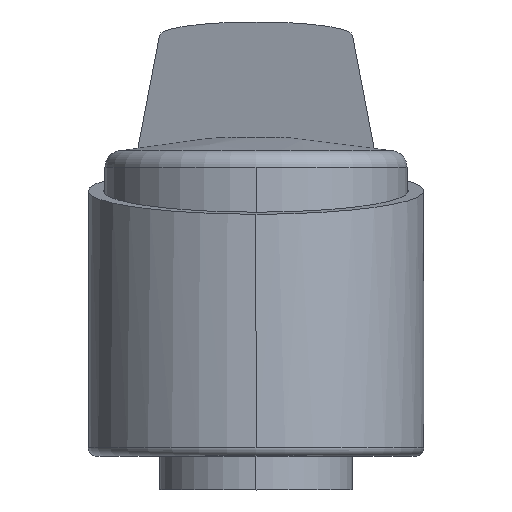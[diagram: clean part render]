
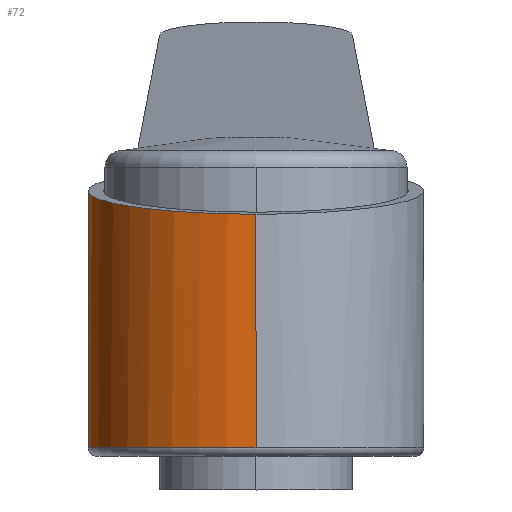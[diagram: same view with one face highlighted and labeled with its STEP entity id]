
A CAD part, top view. The second image highlights one B-rep face of the part: STEP entity #72.
In plain terms, the highlighted cylindrical face has radius 20 mm (diameter 40 mm), a partial arc.
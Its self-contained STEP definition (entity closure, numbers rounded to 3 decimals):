
#72=ADVANCED_FACE('',(#182),#183,.T.);
#182=FACE_OUTER_BOUND('',#334,.T.);
#183=CYLINDRICAL_SURFACE('',#335,20.0);
#334=EDGE_LOOP('',(#489,#490,#491,#492,#493,#494));
#335=AXIS2_PLACEMENT_3D('',#495,#496,#497);
#489=ORIENTED_EDGE('',*,*,#880,.F.);
#490=ORIENTED_EDGE('',*,*,#881,.T.);
#491=ORIENTED_EDGE('',*,*,#882,.T.);
#492=ORIENTED_EDGE('',*,*,#883,.F.);
#493=ORIENTED_EDGE('',*,*,#884,.T.);
#494=ORIENTED_EDGE('',*,*,#885,.F.);
#495=CARTESIAN_POINT('',(0.0,21.0,0.0));
#496=DIRECTION('',(0.0,1.0,0.0));
#497=DIRECTION('',(0.,0.0,-1.0));
#880=EDGE_CURVE('',#1039,#1029,#1040,.T.);
#881=EDGE_CURVE('',#1039,#1041,#1042,.T.);
#882=EDGE_CURVE('',#1041,#1043,#1044,.T.);
#883=EDGE_CURVE('',#1045,#1043,#1046,.T.);
#884=EDGE_CURVE('',#1045,#1047,#1048,.T.);
#885=EDGE_CURVE('',#1029,#1047,#1049,.T.);
#1029=VERTEX_POINT('',#1250);
#1039=VERTEX_POINT('',#1356);
#1040=LINE('',#1357,#1358);
#1041=VERTEX_POINT('',#1359);
#1042=CIRCLE('',#1360,20.0);
#1043=VERTEX_POINT('',#1361);
#1044=CIRCLE('',#1362,20.0);
#1045=VERTEX_POINT('',#1363);
#1046=LINE('',#1364,#1365);
#1047=VERTEX_POINT('',#1366);
#1048=ELLIPSE('',#1367,20.197,20.0);
#1049=B_SPLINE_CURVE_WITH_KNOTS('',3,(#1368,#1369,#1370,#1371,#1372,#1373,#1374,#1375,#1376,#1377,#1378,#1379,#1380,#1381,#1382,#1383,#1384,#1385,#1386,#1387,#1388,#1389,#1390,#1391,#1392,#1393,#1394,#1395,#1396,#1397,#1398,#1399,#1400,#1401,#1402,#1403,#1404,#1405,#1406,#1407,#1408,#1409,#1410,#1411,#1412,#1413),.UNSPECIFIED.,.F.,.F.,(4,2,2,2,2,2,2,2,2,2,2,2,2,2,2,2,2,2,2,2,2,2,4),(14.693,17.085,19.478,20.887,22.296,25.115,27.934,30.753,33.616,36.48,39.344,42.208,45.071,47.935,50.799,53.663,56.481,59.3,62.119,63.528,64.938,67.33,69.722),.UNSPECIFIED.);
#1250=CARTESIAN_POINT('',(0.,23.732,-20.0));
#1356=CARTESIAN_POINT('',(0.,5.0,-20.0));
#1357=CARTESIAN_POINT('',(0.,21.0,-20.0));
#1358=VECTOR('',#1746,1.0);
#1359=CARTESIAN_POINT('',(-20.0,5.0,0.));
#1360=AXIS2_PLACEMENT_3D('',#1747,#1748,#1749);
#1361=CARTESIAN_POINT('',(0.,5.0,20.0));
#1362=AXIS2_PLACEMENT_3D('',#1750,#1751,#1752);
#1363=CARTESIAN_POINT('',(0.,32.811,20.0));
#1364=CARTESIAN_POINT('',(0.,21.0,20.0));
#1365=VECTOR('',#1753,1.0);
#1366=CARTESIAN_POINT('',(-14.673,37.532,-13.591));
#1367=AXIS2_PLACEMENT_3D('',#1754,#1755,#1756);
#1368=CARTESIAN_POINT('',(13.896,42.281,-14.384));
#1369=CARTESIAN_POINT('',(14.148,41.507,-14.141));
#1370=CARTESIAN_POINT('',(14.344,40.705,-13.939));
#1371=CARTESIAN_POINT('',(14.607,39.089,-13.663));
#1372=CARTESIAN_POINT('',(14.673,38.275,-13.59));
#1373=CARTESIAN_POINT('',(14.673,37.007,-13.59));
#1374=CARTESIAN_POINT('',(14.65,36.535,-13.615));
#1375=CARTESIAN_POINT('',(14.557,35.597,-13.715));
#1376=CARTESIAN_POINT('',(14.486,35.13,-13.79));
#1377=CARTESIAN_POINT('',(14.202,33.75,-14.085));
#1378=CARTESIAN_POINT('',(13.916,32.857,-14.373));
#1379=CARTESIAN_POINT('',(13.173,31.175,-15.057));
#1380=CARTESIAN_POINT('',(12.715,30.383,-15.452));
#1381=CARTESIAN_POINT('',(11.665,28.931,-16.26));
#1382=CARTESIAN_POINT('',(11.072,28.271,-16.672));
#1383=CARTESIAN_POINT('',(9.805,27.096,-17.448));
#1384=CARTESIAN_POINT('',(9.081,26.54,-17.841));
#1385=CARTESIAN_POINT('',(7.495,25.556,-18.563));
#1386=CARTESIAN_POINT('',(6.633,25.127,-18.892));
#1387=CARTESIAN_POINT('',(4.819,24.433,-19.434));
#1388=CARTESIAN_POINT('',(3.866,24.168,-19.647));
#1389=CARTESIAN_POINT('',(1.934,23.817,-19.93));
#1390=CARTESIAN_POINT('',(0.955,23.732,-20.0));
#1391=CARTESIAN_POINT('',(-0.955,23.732,-20.0));
#1392=CARTESIAN_POINT('',(-1.934,23.817,-19.93));
#1393=CARTESIAN_POINT('',(-3.866,24.168,-19.647));
#1394=CARTESIAN_POINT('',(-4.819,24.433,-19.434));
#1395=CARTESIAN_POINT('',(-6.633,25.127,-18.892));
#1396=CARTESIAN_POINT('',(-7.495,25.556,-18.563));
#1397=CARTESIAN_POINT('',(-9.081,26.54,-17.841));
#1398=CARTESIAN_POINT('',(-9.805,27.096,-17.448));
#1399=CARTESIAN_POINT('',(-11.072,28.271,-16.672));
#1400=CARTESIAN_POINT('',(-11.665,28.931,-16.26));
#1401=CARTESIAN_POINT('',(-12.715,30.383,-15.452));
#1402=CARTESIAN_POINT('',(-13.173,31.175,-15.057));
#1403=CARTESIAN_POINT('',(-13.916,32.857,-14.373));
#1404=CARTESIAN_POINT('',(-14.202,33.75,-14.085));
#1405=CARTESIAN_POINT('',(-14.486,35.13,-13.79));
#1406=CARTESIAN_POINT('',(-14.557,35.597,-13.715));
#1407=CARTESIAN_POINT('',(-14.65,36.535,-13.615));
#1408=CARTESIAN_POINT('',(-14.673,37.007,-13.59));
#1409=CARTESIAN_POINT('',(-14.673,38.275,-13.59));
#1410=CARTESIAN_POINT('',(-14.607,39.089,-13.663));
#1411=CARTESIAN_POINT('',(-14.344,40.705,-13.939));
#1412=CARTESIAN_POINT('',(-14.148,41.507,-14.141));
#1413=CARTESIAN_POINT('',(-13.896,42.281,-14.384));
#1746=DIRECTION('',(0.0,1.0,0.0));
#1747=CARTESIAN_POINT('',(0.,5.0,0.));
#1748=DIRECTION('',(0.0,1.0,0.0));
#1749=DIRECTION('',(0.,0.0,-1.0));
#1750=CARTESIAN_POINT('',(0.,5.0,0.));
#1751=DIRECTION('',(0.0,1.0,0.0));
#1752=DIRECTION('',(0.,0.0,-1.0));
#1753=DIRECTION('',(-0.0,-1.0,-0.0));
#1754=CARTESIAN_POINT('',(0.0,35.622,0.0));
#1755=DIRECTION('',(0.,-0.99,-0.139));
#1756=DIRECTION('',(0.,0.139,-0.99));
